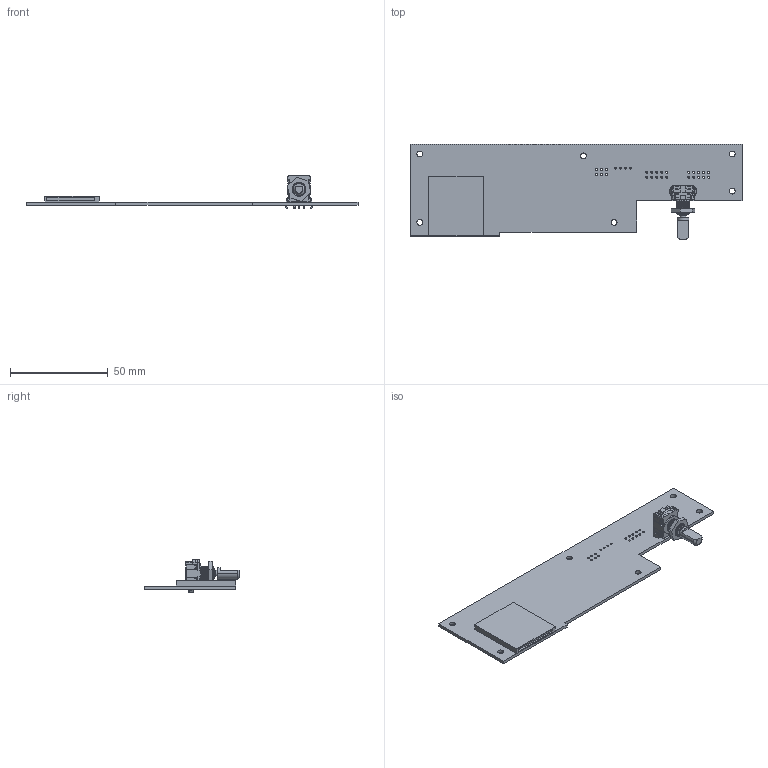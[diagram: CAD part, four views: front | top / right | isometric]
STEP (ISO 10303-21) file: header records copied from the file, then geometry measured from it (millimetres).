
FILE_DESCRIPTION(('STEP AP214'),'1');
FILE_NAME('1249-B2P-A.step','2014-03-27T10:06:18',(' '),(' '),'Spatial InterOp 3D',' ',' ');
FILE_SCHEMA(('automotive_design'));
Length unit declared in the file: metre
Products named in the file (4): 1; 2; 3; 4
Bounding box: 170 x 48.95 x 17.3 mm (x, y, z)
Volume: 15025.5 mm3; surface area: 18317.2 mm2
Topology: 4 solids, 4 shells, 712 faces, 2011 edges, 1316 vertices
Faces by surface type: plane 457, cylinder 226, sphere 12, bspline 7, cone 6, revolution 4
Entity records: 36064 total; most frequent: CARTESIAN_POINT 11866, ORIENTED_EDGE 4002, DIRECTION 3546, EDGE_CURVE 2001, LINE 1476, VECTOR 1476, VERTEX_POINT 1316, AXIS2_PLACEMENT_3D 1033
